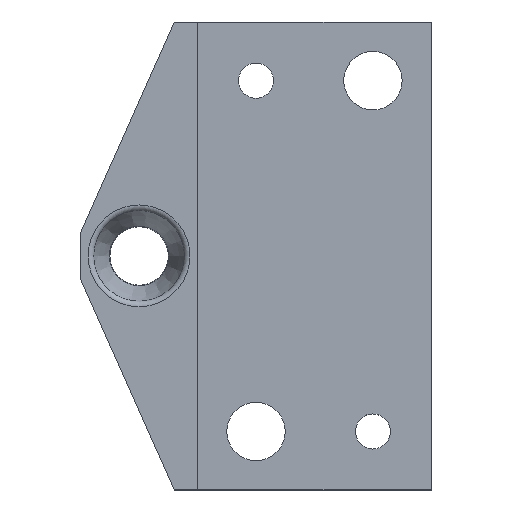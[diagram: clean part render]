
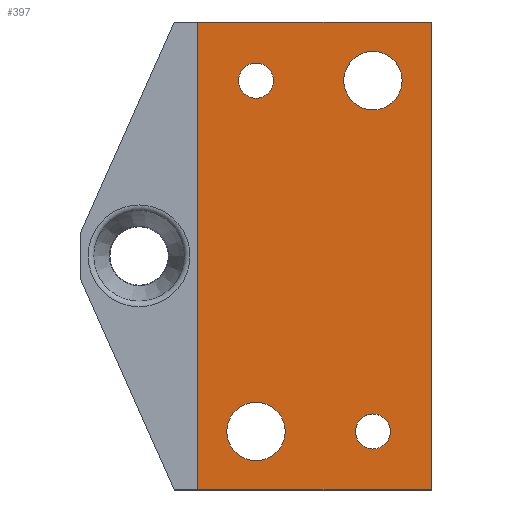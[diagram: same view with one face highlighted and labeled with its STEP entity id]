
A CAD part, top view. The second image highlights one B-rep face of the part: STEP entity #397.
In plain terms, the highlighted planar face has unit normal (0, 0, 1).
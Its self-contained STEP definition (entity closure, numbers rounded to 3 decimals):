
#26=FACE_BOUND('',#149,.T.);
#27=FACE_BOUND('',#150,.T.);
#28=FACE_BOUND('',#151,.T.);
#29=FACE_BOUND('',#152,.T.);
#36=PLANE('',#455);
#64=LINE('',#678,#95);
#66=LINE('',#682,#97);
#67=LINE('',#684,#98);
#68=LINE('',#685,#99);
#95=VECTOR('',#565,10.);
#97=VECTOR('',#569,10.);
#98=VECTOR('',#570,10.);
#99=VECTOR('',#571,10.);
#121=FACE_OUTER_BOUND('',#148,.T.);
#148=EDGE_LOOP('',(#352,#353,#354,#355));
#149=EDGE_LOOP('',(#356));
#150=EDGE_LOOP('',(#357));
#151=EDGE_LOOP('',(#358));
#152=EDGE_LOOP('',(#359));
#175=CIRCLE('',#444,2.5);
#176=CIRCLE('',#446,2.5);
#177=CIRCLE('',#448,1.5);
#178=CIRCLE('',#450,1.5);
#206=VERTEX_POINT('',#652);
#207=VERTEX_POINT('',#656);
#208=VERTEX_POINT('',#660);
#209=VERTEX_POINT('',#664);
#210=VERTEX_POINT('',#675);
#211=VERTEX_POINT('',#677);
#212=VERTEX_POINT('',#681);
#213=VERTEX_POINT('',#683);
#248=EDGE_CURVE('',#206,#206,#175,.T.);
#250=EDGE_CURVE('',#207,#207,#176,.T.);
#252=EDGE_CURVE('',#208,#208,#177,.T.);
#254=EDGE_CURVE('',#209,#209,#178,.T.);
#261=EDGE_CURVE('',#210,#211,#64,.T.);
#263=EDGE_CURVE('',#211,#212,#66,.T.);
#264=EDGE_CURVE('',#213,#210,#67,.T.);
#265=EDGE_CURVE('',#212,#213,#68,.T.);
#352=ORIENTED_EDGE('',*,*,#263,.F.);
#353=ORIENTED_EDGE('',*,*,#261,.F.);
#354=ORIENTED_EDGE('',*,*,#264,.F.);
#355=ORIENTED_EDGE('',*,*,#265,.F.);
#356=ORIENTED_EDGE('',*,*,#248,.T.);
#357=ORIENTED_EDGE('',*,*,#250,.T.);
#358=ORIENTED_EDGE('',*,*,#252,.T.);
#359=ORIENTED_EDGE('',*,*,#254,.T.);
#397=ADVANCED_FACE('',(#121,#26,#27,#28,#29),#36,.F.);
#444=AXIS2_PLACEMENT_3D('',#653,#534,#535);
#446=AXIS2_PLACEMENT_3D('',#657,#539,#540);
#448=AXIS2_PLACEMENT_3D('',#661,#544,#545);
#450=AXIS2_PLACEMENT_3D('',#665,#549,#550);
#455=AXIS2_PLACEMENT_3D('',#680,#567,#568);
#534=DIRECTION('center_axis',(0.,0.,-1.));
#535=DIRECTION('ref_axis',(1.,0.,0.));
#539=DIRECTION('center_axis',(0.,0.,-1.));
#540=DIRECTION('ref_axis',(1.,0.,0.));
#544=DIRECTION('center_axis',(0.,0.,-1.));
#545=DIRECTION('ref_axis',(1.,0.,0.));
#549=DIRECTION('center_axis',(0.,0.,-1.));
#550=DIRECTION('ref_axis',(1.,0.,0.));
#565=DIRECTION('',(0.,1.,0.));
#567=DIRECTION('center_axis',(0.,0.,-1.));
#568=DIRECTION('ref_axis',(-1.,0.,0.));
#569=DIRECTION('',(1.,0.,0.));
#570=DIRECTION('',(-1.,0.,0.));
#571=DIRECTION('',(0.,-1.,0.));
#652=CARTESIAN_POINT('',(12.5,5.,3.));
#653=CARTESIAN_POINT('Origin',(15.,5.,3.));
#656=CARTESIAN_POINT('',(22.5,35.,3.));
#657=CARTESIAN_POINT('Origin',(25.,35.,3.));
#660=CARTESIAN_POINT('',(23.5,5.,3.));
#661=CARTESIAN_POINT('Origin',(25.,5.,3.));
#664=CARTESIAN_POINT('',(13.5,35.,3.));
#665=CARTESIAN_POINT('Origin',(15.,35.,3.));
#675=CARTESIAN_POINT('',(10.,0.,3.));
#677=CARTESIAN_POINT('',(10.,40.,3.));
#678=CARTESIAN_POINT('',(10.,0.,3.));
#680=CARTESIAN_POINT('Origin',(20.,20.,3.));
#681=CARTESIAN_POINT('',(30.,40.,3.));
#682=CARTESIAN_POINT('',(25.,40.,3.));
#683=CARTESIAN_POINT('',(30.,0.,3.));
#684=CARTESIAN_POINT('',(10.,0.,3.));
#685=CARTESIAN_POINT('',(30.,10.,3.));
